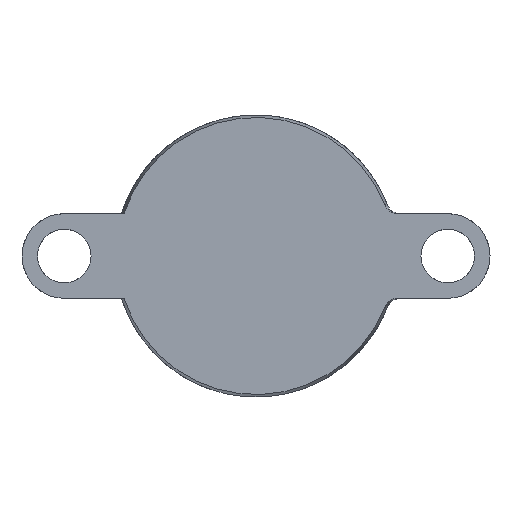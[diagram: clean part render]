
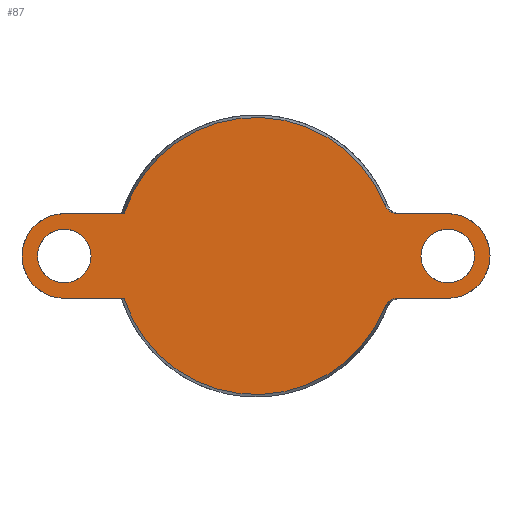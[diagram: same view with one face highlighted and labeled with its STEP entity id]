
A CAD part, front view. The second image highlights one B-rep face of the part: STEP entity #87.
In plain terms, the highlighted planar face has unit normal (0, -1, 0).
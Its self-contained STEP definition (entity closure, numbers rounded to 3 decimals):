
#3 = CARTESIAN_POINT ( 'NONE',  ( 45.848, 0., -17.699 ) ) ;
#10 = CARTESIAN_POINT ( 'NONE',  ( 49.862, 0., -15.019 ) ) ;
#22 = AXIS2_PLACEMENT_3D ( 'NONE', #964, #53, #1245 ) ;
#29 = CARTESIAN_POINT ( 'NONE',  ( 46.751, 0., 16.495 ) ) ;
#31 = ORIENTED_EDGE ( 'NONE', *, *, #473, .T. ) ;
#52 = VERTEX_POINT ( 'NONE', #669 ) ;
#53 = DIRECTION ( 'NONE',  ( 0., 1., 0. ) ) ;
#56 = CARTESIAN_POINT ( 'NONE',  ( 47.955, 0., 15.598 ) ) ;
#75 = VECTOR ( 'NONE', #900, 1000. ) ;
#85 = EDGE_CURVE ( 'NONE', #291, #261, #826, .T. ) ;
#87 = ADVANCED_FACE ( 'NONE', ( #947, #630, #1044 ), #1030, .F. ) ;
#96 = VERTEX_POINT ( 'NONE', #639 ) ;
#101 = VECTOR ( 'NONE', #384, 1000. ) ;
#104 = EDGE_LOOP ( 'NONE', ( #235 ) ) ;
#120 = VERTEX_POINT ( 'NONE', #1039 ) ;
#202 = CARTESIAN_POINT ( 'NONE',  ( 46.575, 0., -16.681 ) ) ;
#235 = ORIENTED_EDGE ( 'NONE', *, *, #1057, .F. ) ;
#247 = CARTESIAN_POINT ( 'NONE',  ( 0., 0., 0. ) ) ;
#250 = CARTESIAN_POINT ( 'NONE',  ( 47.322, 0., 16. ) ) ;
#261 = VERTEX_POINT ( 'NONE', #787 ) ;
#264 = DIRECTION ( 'NONE',  ( 0., 0., -1. ) ) ;
#278 = EDGE_CURVE ( 'NONE', #483, #96, #898, .T. ) ;
#285 = EDGE_CURVE ( 'NONE', #1137, #261, #496, .T. ) ;
#291 = VERTEX_POINT ( 'NONE', #608 ) ;
#294 = CARTESIAN_POINT ( 'NONE',  ( -46.797, 0., 15. ) ) ;
#296 = DIRECTION ( 'NONE',  ( 0., 1., 0. ) ) ;
#299 = CARTESIAN_POINT ( 'NONE',  ( 49.116, 0., -15.149 ) ) ;
#304 = CARTESIAN_POINT ( 'NONE',  ( 49.363, 0., -15.093 ) ) ;
#306 = VECTOR ( 'NONE', #343, 1000. ) ;
#318 = CARTESIAN_POINT ( 'NONE',  ( 47.73, 0., -15.726 ) ) ;
#323 = CARTESIAN_POINT ( 'NONE',  ( 46.108, 0., 17.258 ) ) ;
#329 = CARTESIAN_POINT ( 'NONE',  ( 47.738, 0., 15.721 ) ) ;
#337 = CARTESIAN_POINT ( 'NONE',  ( 48.407, 0., 15.384 ) ) ;
#343 = DIRECTION ( 'NONE',  ( -1., 0., 0. ) ) ;
#371 = ORIENTED_EDGE ( 'NONE', *, *, #494, .T. ) ;
#379 = AXIS2_PLACEMENT_3D ( 'NONE', #725, #1105, #619 ) ;
#384 = DIRECTION ( 'NONE',  ( 1., 0., 0. ) ) ;
#391 = CARTESIAN_POINT ( 'NONE',  ( 47.118, 0., -16.16 ) ) ;
#393 = EDGE_LOOP ( 'NONE', ( #1264 ) ) ;
#416 = CARTESIAN_POINT ( 'NONE',  ( 46.58, 0., 16.677 ) ) ;
#451 = ORIENTED_EDGE ( 'NONE', *, *, #1081, .T. ) ;
#469 = LINE ( 'NONE', #1280, #75 ) ;
#473 = EDGE_CURVE ( 'NONE', #483, #1173, #1101, .T. ) ;
#478 = CARTESIAN_POINT ( 'NONE',  ( 15., 0., 15. ) ) ;
#483 = VERTEX_POINT ( 'NONE', #729 ) ;
#489 = ORIENTED_EDGE ( 'NONE', *, *, #285, .T. ) ;
#492 = DIRECTION ( 'NONE',  ( 0., -1., 0. ) ) ;
#494 = EDGE_CURVE ( 'NONE', #769, #731, #628, .T. ) ;
#496 = B_SPLINE_CURVE_WITH_KNOTS ( 'NONE', 3,
 ( #1194, #3, #1109, #202, #1084, #391, #1188, #318, #1206, #792, #995, #299, #304, #10, #697, #885 ),
 .UNSPECIFIED., .F., .F.,
 ( 4, 2, 2, 2, 2, 2, 2, 4 ),
 ( 0., 0.001, 0.002, 0.003, 0.004, 0.004, 0.005, 0.006 ),
 .UNSPECIFIED. ) ;
#500 = CIRCLE ( 'NONE', #1161, 49.143 ) ;
#522 = AXIS2_PLACEMENT_3D ( 'NONE', #662, #1259, #264 ) ;
#525 = CARTESIAN_POINT ( 'NONE',  ( -49.143, 0., 0. ) ) ;
#571 = CIRCLE ( 'NONE', #22, 9.5 ) ;
#606 = VERTEX_POINT ( 'NONE', #770 ) ;
#608 = CARTESIAN_POINT ( 'NONE',  ( 68., 0., -15. ) ) ;
#619 = DIRECTION ( 'NONE',  ( 0., 0., -1. ) ) ;
#621 = DIRECTION ( 'NONE',  ( 0., 0., -1. ) ) ;
#627 = ORIENTED_EDGE ( 'NONE', *, *, #869, .T. ) ;
#628 = LINE ( 'NONE', #1021, #306 ) ;
#630 = FACE_BOUND ( 'NONE', #393, .T. ) ;
#635 = AXIS2_PLACEMENT_3D ( 'NONE', #973, #296, #693 ) ;
#639 = CARTESIAN_POINT ( 'NONE',  ( 68., 0., 15. ) ) ;
#650 = CARTESIAN_POINT ( 'NONE',  ( -68., 0., 0. ) ) ;
#662 = CARTESIAN_POINT ( 'NONE',  ( -68., 0., 0. ) ) ;
#669 = CARTESIAN_POINT ( 'NONE',  ( -68., 0., 9.5 ) ) ;
#693 = DIRECTION ( 'NONE',  ( 0., 0., -1. ) ) ;
#697 = CARTESIAN_POINT ( 'NONE',  ( 50.113, 0., -15. ) ) ;
#714 = CARTESIAN_POINT ( 'NONE',  ( 45.66, 0., 18.169 ) ) ;
#716 = CARTESIAN_POINT ( 'NONE',  ( 15., 0., -15. ) ) ;
#725 = CARTESIAN_POINT ( 'NONE',  ( 0., 0., 0. ) ) ;
#729 = CARTESIAN_POINT ( 'NONE',  ( 50.366, 0., 15. ) ) ;
#731 = VERTEX_POINT ( 'NONE', #1082 ) ;
#744 = AXIS2_PLACEMENT_3D ( 'NONE', #650, #492, #1285 ) ;
#769 = VERTEX_POINT ( 'NONE', #294 ) ;
#770 = CARTESIAN_POINT ( 'NONE',  ( -68., 0., -15. ) ) ;
#772 = ORIENTED_EDGE ( 'NONE', *, *, #278, .F. ) ;
#780 = CIRCLE ( 'NONE', #522, 15. ) ;
#787 = CARTESIAN_POINT ( 'NONE',  ( 50.366, 0., -15. ) ) ;
#792 = CARTESIAN_POINT ( 'NONE',  ( 48.405, 0., -15.385 ) ) ;
#797 = CIRCLE ( 'NONE', #635, 15. ) ;
#799 = ORIENTED_EDGE ( 'NONE', *, *, #85, .F. ) ;
#826 = LINE ( 'NONE', #716, #1164 ) ;
#833 = DIRECTION ( 'NONE',  ( 0., 0., 1. ) ) ;
#862 = VERTEX_POINT ( 'NONE', #1217 ) ;
#869 = EDGE_CURVE ( 'NONE', #862, #1137, #500, .T. ) ;
#885 = CARTESIAN_POINT ( 'NONE',  ( 50.366, 0., -15. ) ) ;
#890 = CARTESIAN_POINT ( 'NONE',  ( 45.66, 0., -18.169 ) ) ;
#898 = LINE ( 'NONE', #478, #101 ) ;
#900 = DIRECTION ( 'NONE',  ( 1., 0., 0. ) ) ;
#916 = ORIENTED_EDGE ( 'NONE', *, *, #1147, .F. ) ;
#925 = CARTESIAN_POINT ( 'NONE',  ( 49.86, 0., 15. ) ) ;
#935 = DIRECTION ( 'NONE',  ( 0., 1., 0. ) ) ;
#946 = CARTESIAN_POINT ( 'NONE',  ( 48.644, 0., 15.292 ) ) ;
#947 = FACE_OUTER_BOUND ( 'NONE', #1143, .T. ) ;
#949 = CIRCLE ( 'NONE', #379, 49.143 ) ;
#964 = CARTESIAN_POINT ( 'NONE',  ( 68., 0., 0. ) ) ;
#969 = CIRCLE ( 'NONE', #744, 9.5 ) ;
#973 = CARTESIAN_POINT ( 'NONE',  ( 68., 0., 0. ) ) ;
#995 = CARTESIAN_POINT ( 'NONE',  ( 48.637, 0., -15.295 ) ) ;
#1006 = EDGE_CURVE ( 'NONE', #731, #606, #780, .T. ) ;
#1021 = CARTESIAN_POINT ( 'NONE',  ( -15., 0., 15. ) ) ;
#1029 = EDGE_CURVE ( 'NONE', #120, #120, #571, .T. ) ;
#1030 = PLANE ( 'NONE',  #1096 ) ;
#1033 = ORIENTED_EDGE ( 'NONE', *, *, #1241, .T. ) ;
#1039 = CARTESIAN_POINT ( 'NONE',  ( 68., 0., 9.5 ) ) ;
#1042 = CARTESIAN_POINT ( 'NONE',  ( 49.366, 0., 15.074 ) ) ;
#1044 = FACE_BOUND ( 'NONE', #104, .T. ) ;
#1057 = EDGE_CURVE ( 'NONE', #52, #52, #969, .T. ) ;
#1081 = EDGE_CURVE ( 'NONE', #606, #862, #469, .T. ) ;
#1082 = CARTESIAN_POINT ( 'NONE',  ( -68., 0., 15. ) ) ;
#1084 = CARTESIAN_POINT ( 'NONE',  ( 46.749, 0., -16.497 ) ) ;
#1096 = AXIS2_PLACEMENT_3D ( 'NONE', #525, #935, #833 ) ;
#1101 = B_SPLINE_CURVE_WITH_KNOTS ( 'NONE', 3,
 ( #1227, #925, #1042, #946, #337, #56, #329, #250, #1233, #29, #416, #323, #1250, #714 ),
 .UNSPECIFIED., .F., .F.,
 ( 4, 2, 2, 2, 2, 2, 4 ),
 ( 0., 0.001, 0.002, 0.003, 0.004, 0.004, 0.006 ),
 .UNSPECIFIED. ) ;
#1105 = DIRECTION ( 'NONE',  ( 0., -1., 0. ) ) ;
#1109 = CARTESIAN_POINT ( 'NONE',  ( 46.1, 0., -17.269 ) ) ;
#1131 = DIRECTION ( 'NONE',  ( -1., 0., 0. ) ) ;
#1137 = VERTEX_POINT ( 'NONE', #890 ) ;
#1143 = EDGE_LOOP ( 'NONE', ( #772, #31, #1033, #371, #1160, #451, #627, #489, #799, #916 ) ) ;
#1147 = EDGE_CURVE ( 'NONE', #96, #291, #797, .T. ) ;
#1160 = ORIENTED_EDGE ( 'NONE', *, *, #1006, .T. ) ;
#1161 = AXIS2_PLACEMENT_3D ( 'NONE', #247, #1230, #621 ) ;
#1164 = VECTOR ( 'NONE', #1131, 1000. ) ;
#1173 = VERTEX_POINT ( 'NONE', #1202 ) ;
#1188 = CARTESIAN_POINT ( 'NONE',  ( 47.314, 0., -16.005 ) ) ;
#1194 = CARTESIAN_POINT ( 'NONE',  ( 45.66, 0., -18.169 ) ) ;
#1202 = CARTESIAN_POINT ( 'NONE',  ( 45.66, 0., 18.169 ) ) ;
#1206 = CARTESIAN_POINT ( 'NONE',  ( 47.952, 0., -15.6 ) ) ;
#1217 = CARTESIAN_POINT ( 'NONE',  ( -46.797, 0., -15. ) ) ;
#1227 = CARTESIAN_POINT ( 'NONE',  ( 50.366, 0., 15. ) ) ;
#1230 = DIRECTION ( 'NONE',  ( 0., -1., 0. ) ) ;
#1233 = CARTESIAN_POINT ( 'NONE',  ( 47.122, 0., 16.157 ) ) ;
#1241 = EDGE_CURVE ( 'NONE', #1173, #769, #949, .T. ) ;
#1245 = DIRECTION ( 'NONE',  ( 0., 0., 1. ) ) ;
#1250 = CARTESIAN_POINT ( 'NONE',  ( 45.848, 0., 17.699 ) ) ;
#1259 = DIRECTION ( 'NONE',  ( 0., -1., 0. ) ) ;
#1264 = ORIENTED_EDGE ( 'NONE', *, *, #1029, .T. ) ;
#1280 = CARTESIAN_POINT ( 'NONE',  ( -15., 0., -15. ) ) ;
#1285 = DIRECTION ( 'NONE',  ( 0., 0., 1. ) ) ;
